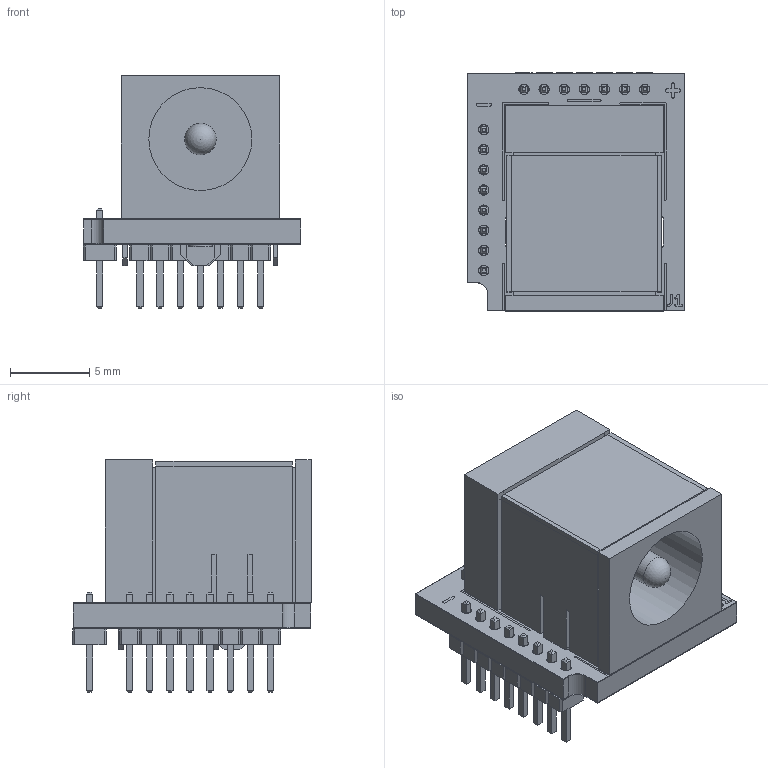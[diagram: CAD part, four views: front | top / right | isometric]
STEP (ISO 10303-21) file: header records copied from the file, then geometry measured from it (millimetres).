
FILE_DESCRIPTION(('KiCad electronic assembly'),'2;1');
FILE_NAME('smol.step','2025-09-04T20:53:40',('Pcbnew'),('Kicad'), 'Open CASCADE STEP processor 7.6','KiCad to STEP converter','Unknown' );
FILE_SCHEMA(('AUTOMOTIVE_DESIGN { 1 0 10303 214 1 1 1 1 }'));
Length unit declared in the file: millimetre
Products named in the file (9): smol 1; BarrelJack_CUI_PJ-063AH_Horizontal; PinHeader_1x08_P1.27mm_Vertical; PinHeader_1x07_P1.27mm_Vertical; 50mil_PJ-063AH_breakout_silkscreen; 50mil_PJ-063AH_breakout_soldermask; 50mil_PJ-063AH_breakout_PCB
Assembly tree (8 placements, depth 2):
  smol 1
    BarrelJack_CUI_PJ-063AH_Horizontal
    PinHeader_1x08_P1.27mm_Vertical
    PinHeader_1x07_P1.27mm_Vertical
    50mil_PJ-063AH_breakout_silkscreen
    50mil_PJ-063AH_breakout_silkscreen
    50mil_PJ-063AH_breakout_soldermask
    50mil_PJ-063AH_breakout_soldermask
    50mil_PJ-063AH_breakout_PCB
Bounding box: 13.75 x 15.05 x 14.68 mm (x, y, z)
Volume: 1194.8 mm3; surface area: 2642.2 mm2
Topology: 5 solids, 28 shells, 528 faces, 1513 edges, 1052 vertices
Faces by surface type: plane 499, cylinder 28, sphere 1
Full cylindrical faces by diameter (mm): 0.65 x15, 1.5 x1, 1.6 x1, 2 x1, 6.5 x1
Entity records: 17473 total; most frequent: CARTESIAN_POINT 3101, DIRECTION 2762, ORIENTED_EDGE 2741, EDGE_CURVE 1512, LINE 1336, VECTOR 1336, VERTEX_POINT 1052, AXIS2_PLACEMENT_3D 713
